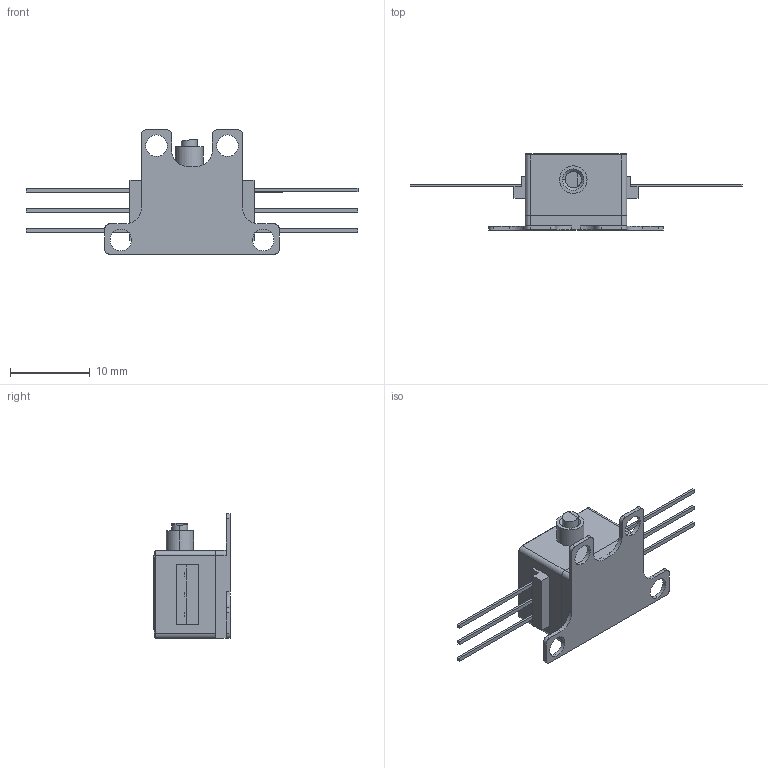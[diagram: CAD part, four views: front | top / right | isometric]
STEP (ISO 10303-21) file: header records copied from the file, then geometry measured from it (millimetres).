
FILE_DESCRIPTION (( 'STEP AP214' ), '1' );
FILE_NAME ('21449-E0W (TFP780A).STEP', '2010-08-11T22:05:14', ( 'User' ), ( 'Thorlabs' ), 'SwSTEP 2.0', 'SolidWorks 2009', '' );
FILE_SCHEMA (( 'AUTOMOTIVE_DESIGN' ));
Length unit declared in the file: millimetre
Products named in the file (1): 21449-E0W (TFP780A)
Bounding box: 41.6 x 9.54 x 15.6 mm (x, y, z)
Surface area: 1755.2 mm2 (no closed solid volume)
Topology: 0 solids, 34 shells, 312 faces, 1102 edges, 812 vertices
Faces by surface type: plane 236, cylinder 44, bspline 30, cone 2
Entity records: 18685 total; most frequent: CARTESIAN_POINT 6223, DIRECTION 1694, ORIENTED_EDGE 1677, EDGE_CURVE 1102, VECTOR 896, LINE 896, VERTEX_POINT 812, AXIS2_PLACEMENT_3D 399
